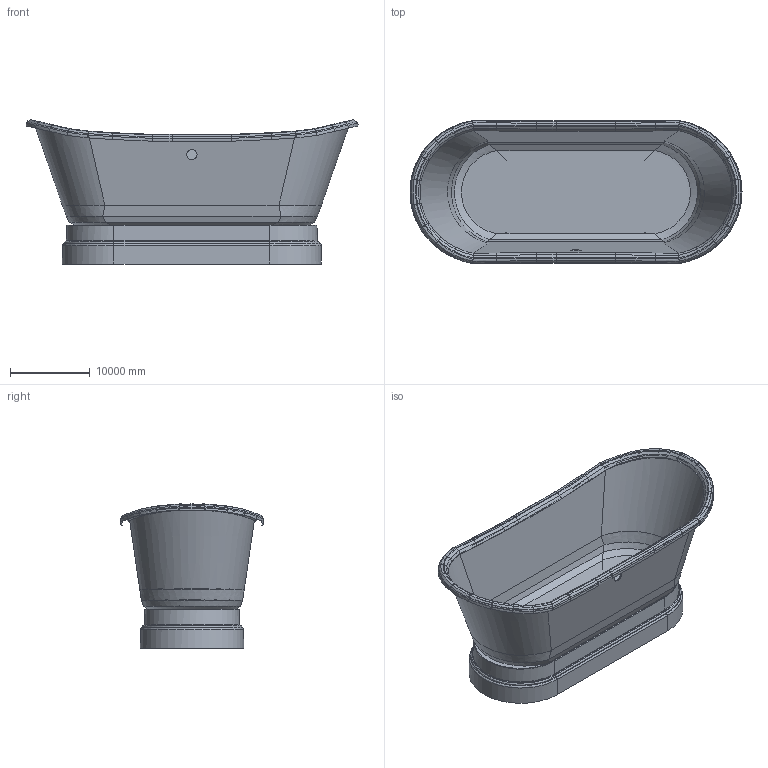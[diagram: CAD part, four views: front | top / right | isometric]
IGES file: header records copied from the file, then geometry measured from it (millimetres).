
Global section: file name: AJB-REG-1640-B_1; native system: AutoCAD 2016 - English; preprocessor: Autodesk Translation Framework DWG producer (atf_dwg_producer); organization: unknown; date: 20161014.103053; units: inch
Bounding box: 41632.99 x 17933.79 x 18075.12 mm (x, y, z)
Volume: 2001982261015.6 mm3; surface area: 4181574234.7 mm2
Topology: 3 solids, 3 shells, 759 faces, 1700 edges, 941 vertices
Faces by surface type: bspline 759
